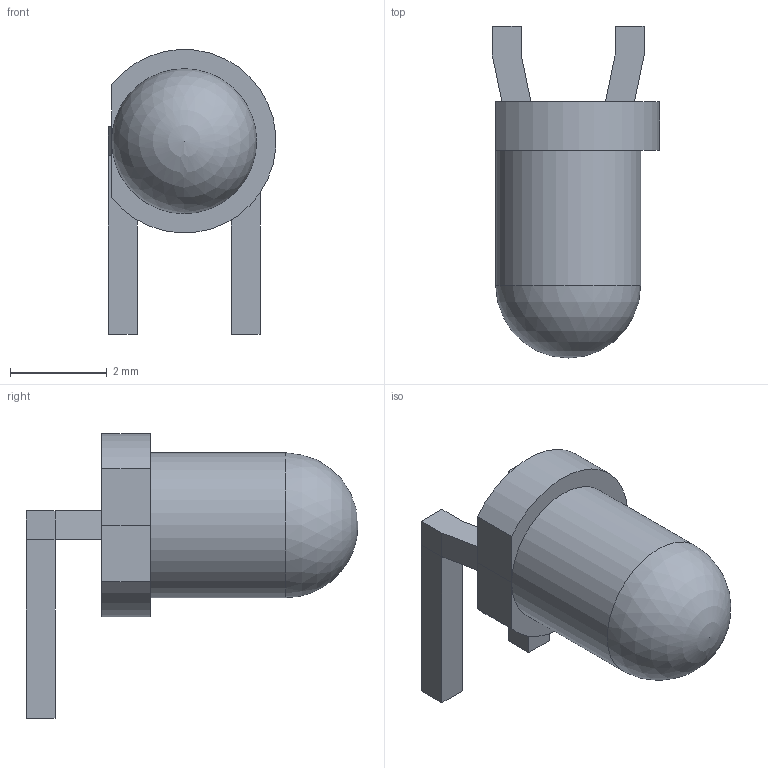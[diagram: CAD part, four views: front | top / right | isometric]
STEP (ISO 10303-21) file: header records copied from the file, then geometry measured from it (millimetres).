
FILE_DESCRIPTION(/* description */ (''),/* implementation_level */ '2;1');
FILE_NAME(/* name */ 'OSI5FU3A11C.stp',/* time_stamp */ '2023-06-04T15:32:16+09:00',/* author */ ('nakagawa'),/* organization */ (''),/* preprocessor_version */ 'ST-DEVELOPER v19',/* originating_system */ 'Autodesk Inventor 2023',/* authorisation */ '');
FILE_SCHEMA (('CONFIG_CONTROL_DESIGN'));
Length unit declared in the file: millimetre
Products named in the file (1): SOLID
Bounding box: 3.46 x 6.87 x 5.9 mm (x, y, z)
Volume: 41.4 mm3; surface area: 92 mm2
Topology: 1 solids, 1 shells, 32 faces, 70 edges, 41 vertices
Faces by surface type: plane 29, cylinder 2, sphere 1
Full cylindrical faces by diameter (mm): 3 x1
Entity records: 933 total; most frequent: CARTESIAN_POINT 143, DIRECTION 142, ORIENTED_EDGE 138, EDGE_CURVE 69, LINE 62, VECTOR 62, VERTEX_POINT 41, AXIS2_PLACEMENT_3D 40
